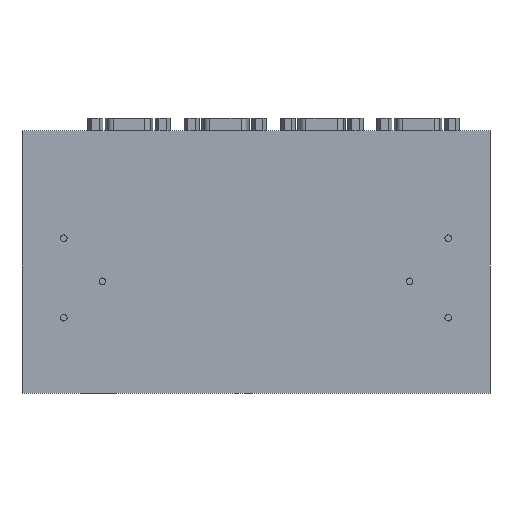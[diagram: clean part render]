
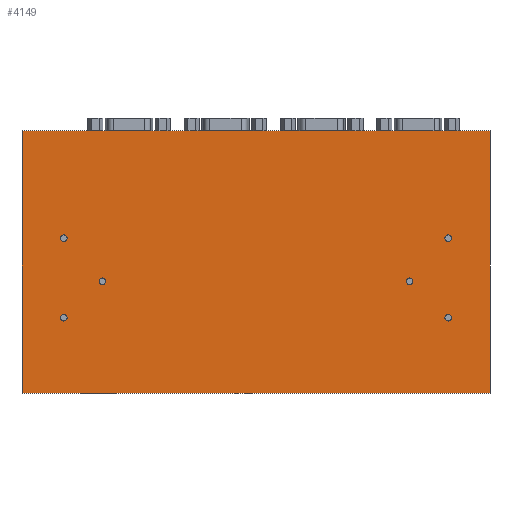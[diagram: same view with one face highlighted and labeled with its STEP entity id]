
A CAD part, front view. The second image highlights one B-rep face of the part: STEP entity #4149.
In plain terms, the highlighted planar face has unit normal (0, -1, 0).
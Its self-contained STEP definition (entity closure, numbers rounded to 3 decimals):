
#93=LINE('',#5981,#455);
#301=LINE('',#6695,#663);
#373=LINE('',#6948,#735);
#376=LINE('',#6953,#738);
#455=VECTOR('',#4756,170.);
#663=VECTOR('',#5500,170.);
#735=VECTOR('',#5774,95.5);
#738=VECTOR('',#5781,95.5);
#914=PLANE('',#4574);
#1035=FACE_BOUND('',#1677,.T.);
#1036=FACE_BOUND('',#1678,.T.);
#1037=FACE_BOUND('',#1679,.T.);
#1038=FACE_BOUND('',#1680,.T.);
#1039=FACE_BOUND('',#1681,.T.);
#1040=FACE_BOUND('',#1682,.T.);
#1298=FACE_OUTER_BOUND('',#1676,.T.);
#1676=EDGE_LOOP('',(#3799,#3800,#3801,#3802));
#1677=EDGE_LOOP('',(#3803));
#1678=EDGE_LOOP('',(#3804));
#1679=EDGE_LOOP('',(#3805));
#1680=EDGE_LOOP('',(#3806));
#1681=EDGE_LOOP('',(#3807));
#1682=EDGE_LOOP('',(#3808));
#1685=CIRCLE('',#4155,1.2);
#1687=CIRCLE('',#4158,1.2);
#1689=CIRCLE('',#4161,1.2);
#1691=CIRCLE('',#4164,1.2);
#1693=CIRCLE('',#4167,1.2);
#1695=CIRCLE('',#4170,1.2);
#1849=VERTEX_POINT('',#5790);
#1851=VERTEX_POINT('',#5795);
#1853=VERTEX_POINT('',#5800);
#1855=VERTEX_POINT('',#5805);
#1857=VERTEX_POINT('',#5810);
#1859=VERTEX_POINT('',#5815);
#1912=VERTEX_POINT('',#5979);
#1913=VERTEX_POINT('',#5980);
#2150=VERTEX_POINT('',#6693);
#2151=VERTEX_POINT('',#6694);
#2233=EDGE_CURVE('',#1849,#1849,#1685,.T.);
#2235=EDGE_CURVE('',#1851,#1851,#1687,.T.);
#2237=EDGE_CURVE('',#1853,#1853,#1689,.T.);
#2239=EDGE_CURVE('',#1855,#1855,#1691,.T.);
#2241=EDGE_CURVE('',#1857,#1857,#1693,.T.);
#2243=EDGE_CURVE('',#1859,#1859,#1695,.T.);
#2322=EDGE_CURVE('',#1912,#1913,#93,.T.);
#2644=EDGE_CURVE('',#2150,#2151,#301,.T.);
#2754=EDGE_CURVE('',#2150,#1913,#373,.T.);
#2757=EDGE_CURVE('',#1912,#2151,#376,.T.);
#3799=ORIENTED_EDGE('',*,*,#2757,.T.);
#3800=ORIENTED_EDGE('',*,*,#2644,.F.);
#3801=ORIENTED_EDGE('',*,*,#2754,.T.);
#3802=ORIENTED_EDGE('',*,*,#2322,.F.);
#3803=ORIENTED_EDGE('',*,*,#2233,.T.);
#3804=ORIENTED_EDGE('',*,*,#2235,.T.);
#3805=ORIENTED_EDGE('',*,*,#2237,.T.);
#3806=ORIENTED_EDGE('',*,*,#2239,.T.);
#3807=ORIENTED_EDGE('',*,*,#2241,.T.);
#3808=ORIENTED_EDGE('',*,*,#2243,.T.);
#4149=ADVANCED_FACE('',(#1298,#1035,#1036,#1037,#1038,#1039,#1040),#914,
 .T.);
#4155=AXIS2_PLACEMENT_3D('',#5791,#4582,#4583);
#4158=AXIS2_PLACEMENT_3D('',#5796,#4588,#4589);
#4161=AXIS2_PLACEMENT_3D('',#5801,#4594,#4595);
#4164=AXIS2_PLACEMENT_3D('',#5806,#4600,#4601);
#4167=AXIS2_PLACEMENT_3D('',#5811,#4606,#4607);
#4170=AXIS2_PLACEMENT_3D('',#5816,#4612,#4613);
#4574=AXIS2_PLACEMENT_3D('',#6954,#5782,#5783);
#4582=DIRECTION('center_axis',(0.,1.,0.));
#4583=DIRECTION('ref_axis',(-1.,0.,0.));
#4588=DIRECTION('center_axis',(0.,1.,0.));
#4589=DIRECTION('ref_axis',(-1.,0.,0.));
#4594=DIRECTION('center_axis',(0.,1.,0.));
#4595=DIRECTION('ref_axis',(-1.,0.,0.));
#4600=DIRECTION('center_axis',(0.,1.,0.));
#4601=DIRECTION('ref_axis',(-1.,0.,0.));
#4606=DIRECTION('center_axis',(0.,1.,0.));
#4607=DIRECTION('ref_axis',(-1.,0.,0.));
#4612=DIRECTION('center_axis',(0.,1.,0.));
#4613=DIRECTION('ref_axis',(-1.,0.,0.));
#4756=DIRECTION('',(-1.,0.,0.));
#5500=DIRECTION('',(1.,0.,0.));
#5774=DIRECTION('',(0.,0.,-1.));
#5781=DIRECTION('',(0.,0.,1.));
#5782=DIRECTION('center_axis',(0.,-1.,0.));
#5783=DIRECTION('ref_axis',(1.,0.,0.));
#5790=CARTESIAN_POINT('',(57.,-15.075,-7.));
#5791=CARTESIAN_POINT('Origin',(55.8,-15.075,-7.));
#5795=CARTESIAN_POINT('',(-68.6,-15.075,-20.25));
#5796=CARTESIAN_POINT('Origin',(-69.8,-15.075,-20.25));
#5800=CARTESIAN_POINT('',(71.,-15.075,-20.25));
#5801=CARTESIAN_POINT('Origin',(69.8,-15.075,-20.25));
#5805=CARTESIAN_POINT('',(71.,-15.075,8.65));
#5806=CARTESIAN_POINT('Origin',(69.8,-15.075,8.65));
#5810=CARTESIAN_POINT('',(-68.6,-15.075,8.65));
#5811=CARTESIAN_POINT('Origin',(-69.8,-15.075,8.65));
#5815=CARTESIAN_POINT('',(-54.6,-15.075,-7.));
#5816=CARTESIAN_POINT('Origin',(-55.8,-15.075,-7.));
#5979=CARTESIAN_POINT('',(85.,-15.075,-47.75));
#5980=CARTESIAN_POINT('',(-85.,-15.075,-47.75));
#5981=CARTESIAN_POINT('',(-85.,-15.075,-47.75));
#6693=CARTESIAN_POINT('',(-85.,-15.075,47.75));
#6694=CARTESIAN_POINT('',(85.,-15.075,47.75));
#6695=CARTESIAN_POINT('',(-85.,-15.075,47.75));
#6948=CARTESIAN_POINT('',(-85.,-15.075,0.));
#6953=CARTESIAN_POINT('',(85.,-15.075,0.));
#6954=CARTESIAN_POINT('Origin',(-85.,-15.075,0.));
